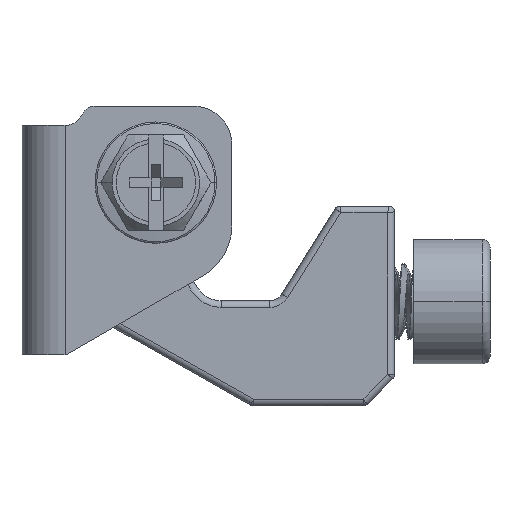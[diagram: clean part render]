
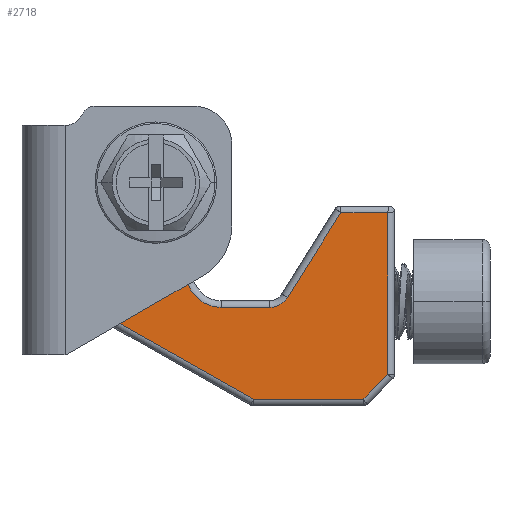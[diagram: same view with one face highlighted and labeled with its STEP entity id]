
A CAD part, left-side view. The second image highlights one B-rep face of the part: STEP entity #2718.
In plain terms, the highlighted planar face has unit normal (-1, 0, 0).
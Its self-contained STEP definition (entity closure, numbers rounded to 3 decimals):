
#10 = CARTESIAN_POINT ( 'NONE',  ( -24.5, -13.16, -14.5 ) ) ;
#24 = ORIENTED_EDGE ( 'NONE', *, *, #4496, .T. ) ;
#151 = EDGE_CURVE ( 'NONE', #5251, #8341, #7753, .T. ) ;
#171 = VERTEX_POINT ( 'NONE', #257 ) ;
#257 = CARTESIAN_POINT ( 'NONE',  ( -24.5, 15.75, -4.608 ) ) ;
#490 = CARTESIAN_POINT ( 'NONE',  ( -24.5, -3.42, -2.7 ) ) ;
#582 = CARTESIAN_POINT ( 'NONE',  ( -24.5, 6.53, -9.825 ) ) ;
#653 = CARTESIAN_POINT ( 'NONE',  ( -24.5, 1.65, -1.2 ) ) ;
#674 = VECTOR ( 'NONE', #2010, 1000. ) ;
#823 = VECTOR ( 'NONE', #1975, 1000. ) ;
#852 = ORIENTED_EDGE ( 'NONE', *, *, #1624, .T. ) ;
#864 = CARTESIAN_POINT ( 'NONE',  ( -24.5, 1.65, -14.5 ) ) ;
#917 = ORIENTED_EDGE ( 'NONE', *, *, #8552, .T. ) ;
#930 = VERTEX_POINT ( 'NONE', #1219 ) ;
#1067 = EDGE_CURVE ( 'NONE', #3914, #171, #1500, .T. ) ;
#1139 = VERTEX_POINT ( 'NONE', #6500 ) ;
#1148 = DIRECTION ( 'NONE',  ( 1., 0., 0. ) ) ;
#1219 = CARTESIAN_POINT ( 'NONE',  ( -24.5, -1.734, -14.5 ) ) ;
#1264 = CIRCLE ( 'NONE', #3598, 7. ) ;
#1299 = EDGE_CURVE ( 'NONE', #1455, #5251, #5321, .T. ) ;
#1303 = ORIENTED_EDGE ( 'NONE', *, *, #1299, .T. ) ;
#1421 = ORIENTED_EDGE ( 'NONE', *, *, #6653, .T. ) ;
#1455 = VERTEX_POINT ( 'NONE', #7336 ) ;
#1500 = LINE ( 'NONE', #4409, #7755 ) ;
#1624 = EDGE_CURVE ( 'NONE', #171, #930, #8185, .T. ) ;
#1963 = LINE ( 'NONE', #2686, #674 ) ;
#1975 = DIRECTION ( 'NONE',  ( 0., 0., 1. ) ) ;
#2008 = DIRECTION ( 'NONE',  ( 0., -0.87, -0.492 ) ) ;
#2010 = DIRECTION ( 'NONE',  ( 0., -0.707, 0.707 ) ) ;
#2181 = CARTESIAN_POINT ( 'NONE',  ( -24.5, 5.219, -0.226 ) ) ;
#2264 = DIRECTION ( 'NONE',  ( 0., 0., -1. ) ) ;
#2285 = CARTESIAN_POINT ( 'NONE',  ( -24.5, 1.65, 5. ) ) ;
#2520 = PLANE ( 'NONE',  #5836 ) ;
#2686 = CARTESIAN_POINT ( 'NONE',  ( -24.5, -12.405, -15.255 ) ) ;
#2702 = VECTOR ( 'NONE', #2911, 1000. ) ;
#2718 = ADVANCED_FACE ( 'NONE', ( #7530 ), #2520, .F. ) ;
#2911 = DIRECTION ( 'NONE',  ( 0., -0.263, 0.965 ) ) ;
#2961 = LINE ( 'NONE', #864, #3137 ) ;
#2971 = EDGE_LOOP ( 'NONE', ( #917, #3484, #852, #5015, #7068, #5494, #24, #1303, #6424, #5136, #8370, #1421 ) ) ;
#3137 = VECTOR ( 'NONE', #5053, 1000. ) ;
#3153 = EDGE_CURVE ( 'NONE', #8341, #3973, #3967, .T. ) ;
#3278 = DIRECTION ( 'NONE',  ( 0., 0., -1. ) ) ;
#3295 = CARTESIAN_POINT ( 'NONE',  ( -24.5, 5.219, -0.226 ) ) ;
#3322 = CARTESIAN_POINT ( 'NONE',  ( -24.5, 1.65, -4.9 ) ) ;
#3484 = ORIENTED_EDGE ( 'NONE', *, *, #1067, .T. ) ;
#3572 = CARTESIAN_POINT ( 'NONE',  ( -24.5, -3.42, -4.9 ) ) ;
#3579 = DIRECTION ( 'NONE',  ( 1., 0., 0. ) ) ;
#3598 = AXIS2_PLACEMENT_3D ( 'NONE', #8022, #1148, #3278 ) ;
#3641 = VERTEX_POINT ( 'NONE', #10 ) ;
#3646 = DIRECTION ( 'NONE',  ( 0., 1., 0. ) ) ;
#3820 = AXIS2_PLACEMENT_3D ( 'NONE', #490, #4987, #2264 ) ;
#3914 = VERTEX_POINT ( 'NONE', #8873 ) ;
#3967 = LINE ( 'NONE', #3322, #4294 ) ;
#3973 = VERTEX_POINT ( 'NONE', #4806 ) ;
#4070 = VECTOR ( 'NONE', #7518, 1000. ) ;
#4294 = VECTOR ( 'NONE', #8063, 1000. ) ;
#4409 = CARTESIAN_POINT ( 'NONE',  ( -24.5, 15.75, -1.2 ) ) ;
#4496 = EDGE_CURVE ( 'NONE', #8512, #1455, #5010, .T. ) ;
#4661 = DIRECTION ( 'NONE',  ( 0., 0., -1. ) ) ;
#4806 = CARTESIAN_POINT ( 'NONE',  ( -24.5, 1.65, -4.9 ) ) ;
#4953 = DIRECTION ( 'NONE',  ( 0., 0., -1. ) ) ;
#4987 = DIRECTION ( 'NONE',  ( 1., 0., 0. ) ) ;
#5010 = LINE ( 'NONE', #2285, #5964 ) ;
#5015 = ORIENTED_EDGE ( 'NONE', *, *, #5697, .T. ) ;
#5053 = DIRECTION ( 'NONE',  ( 0., -1., 0. ) ) ;
#5136 = ORIENTED_EDGE ( 'NONE', *, *, #3153, .T. ) ;
#5251 = VERTEX_POINT ( 'NONE', #8343 ) ;
#5321 = LINE ( 'NONE', #8874, #4070 ) ;
#5494 = ORIENTED_EDGE ( 'NONE', *, *, #6995, .T. ) ;
#5621 = DIRECTION ( 'NONE',  ( 0., 0., -1. ) ) ;
#5697 = EDGE_CURVE ( 'NONE', #930, #3641, #2961, .T. ) ;
#5836 = AXIS2_PLACEMENT_3D ( 'NONE', #653, #6837, #4661 ) ;
#5927 = VERTEX_POINT ( 'NONE', #3295 ) ;
#5951 = EDGE_CURVE ( 'NONE', #3973, #5927, #6188, .T. ) ;
#5964 = VECTOR ( 'NONE', #3646, 1000. ) ;
#6188 = CIRCLE ( 'NONE', #7355, 3.7 ) ;
#6424 = ORIENTED_EDGE ( 'NONE', *, *, #151, .T. ) ;
#6500 = CARTESIAN_POINT ( 'NONE',  ( -24.5, -15.75, -11.91 ) ) ;
#6653 = EDGE_CURVE ( 'NONE', #5927, #7503, #7098, .T. ) ;
#6738 = CARTESIAN_POINT ( 'NONE',  ( -24.5, -15.75, 5. ) ) ;
#6830 = LINE ( 'NONE', #8200, #823 ) ;
#6837 = DIRECTION ( 'NONE',  ( 1., 0., 0. ) ) ;
#6995 = EDGE_CURVE ( 'NONE', #1139, #8512, #6830, .T. ) ;
#7068 = ORIENTED_EDGE ( 'NONE', *, *, #7388, .T. ) ;
#7098 = LINE ( 'NONE', #2181, #2702 ) ;
#7336 = CARTESIAN_POINT ( 'NONE',  ( -24.5, -10.838, 5. ) ) ;
#7355 = AXIS2_PLACEMENT_3D ( 'NONE', #7774, #3579, #5621 ) ;
#7388 = EDGE_CURVE ( 'NONE', #3641, #1139, #1963, .T. ) ;
#7503 = VERTEX_POINT ( 'NONE', #7695 ) ;
#7518 = DIRECTION ( 'NONE',  ( 0., 0.531, -0.848 ) ) ;
#7530 = FACE_OUTER_BOUND ( 'NONE', #2971, .T. ) ;
#7695 = CARTESIAN_POINT ( 'NONE',  ( -24.5, 4.176, 3.597 ) ) ;
#7753 = CIRCLE ( 'NONE', #3820, 2.2 ) ;
#7755 = VECTOR ( 'NONE', #4953, 1000. ) ;
#7774 = CARTESIAN_POINT ( 'NONE',  ( -24.5, 1.65, -1.2 ) ) ;
#8017 = VECTOR ( 'NONE', #2008, 1000. ) ;
#8022 = CARTESIAN_POINT ( 'NONE',  ( -24.5, 9.45, 8.2 ) ) ;
#8063 = DIRECTION ( 'NONE',  ( 0., 1., 0. ) ) ;
#8185 = LINE ( 'NONE', #582, #8017 ) ;
#8200 = CARTESIAN_POINT ( 'NONE',  ( -24.5, -15.75, -1.2 ) ) ;
#8341 = VERTEX_POINT ( 'NONE', #3572 ) ;
#8343 = CARTESIAN_POINT ( 'NONE',  ( -24.5, -5.284, -3.868 ) ) ;
#8370 = ORIENTED_EDGE ( 'NONE', *, *, #5951, .T. ) ;
#8512 = VERTEX_POINT ( 'NONE', #6738 ) ;
#8552 = EDGE_CURVE ( 'NONE', #7503, #3914, #1264, .T. ) ;
#8873 = CARTESIAN_POINT ( 'NONE',  ( -24.5, 15.75, 5.149 ) ) ;
#8874 = CARTESIAN_POINT ( 'NONE',  ( -24.5, -4.531, -5.071 ) ) ;
